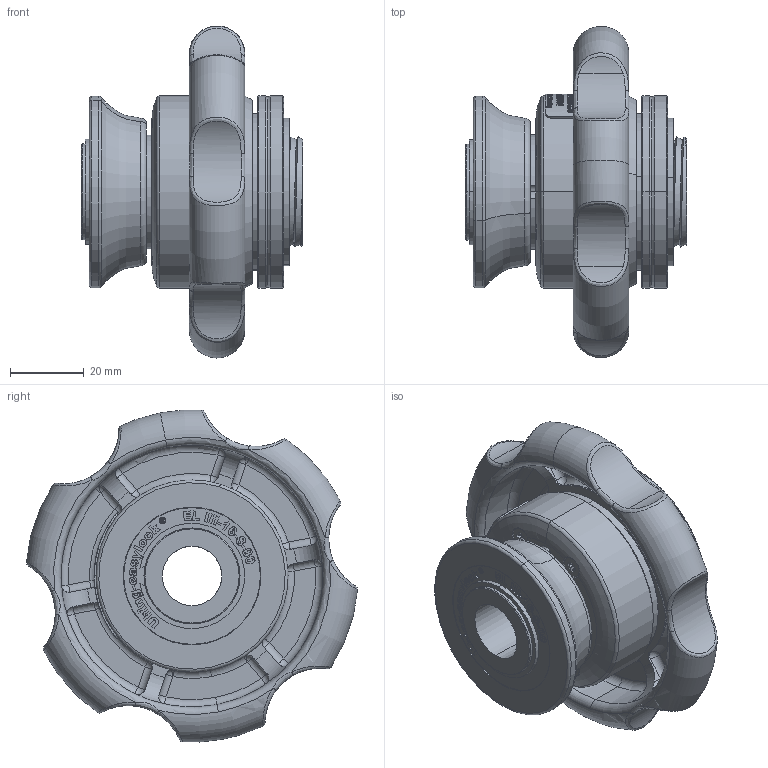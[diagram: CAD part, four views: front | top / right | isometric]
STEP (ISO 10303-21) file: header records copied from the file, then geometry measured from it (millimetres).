
FILE_DESCRIPTION (( 'STEP AP214' ), '1' );
FILE_NAME ('EL III-16-S-00.STEP', '2019-11-07T14:00:24', ( '' ), ( '' ), 'SwSTEP 2.0', 'SolidWorks 2019', '' );
FILE_SCHEMA (( 'AUTOMOTIVE_DESIGN' ));
Length unit declared in the file: millimetre
Products named in the file (1): EL III-16-S-00
Bounding box: 59.9 x 89.67 x 89.88 mm (x, y, z)
Volume: 95257.9 mm3; surface area: 62096 mm2
Topology: 38 solids, 38 shells, 2466 faces, 6420 edges, 4143 vertices
Faces by surface type: bspline 1029, plane 890, cylinder 381, cone 83, torus 55, sphere 28
Entity records: 175854 total; most frequent: CARTESIAN_POINT 96109, ORIENTED_EDGE 12616, DIRECTION 7536, EDGE_CURVE 6308, VERTEX_POINT 4131, B_SPLINE_CURVE_WITH_KNOTS 2816, EDGE_LOOP 2723, AXIS2_PLACEMENT_3D 2612
